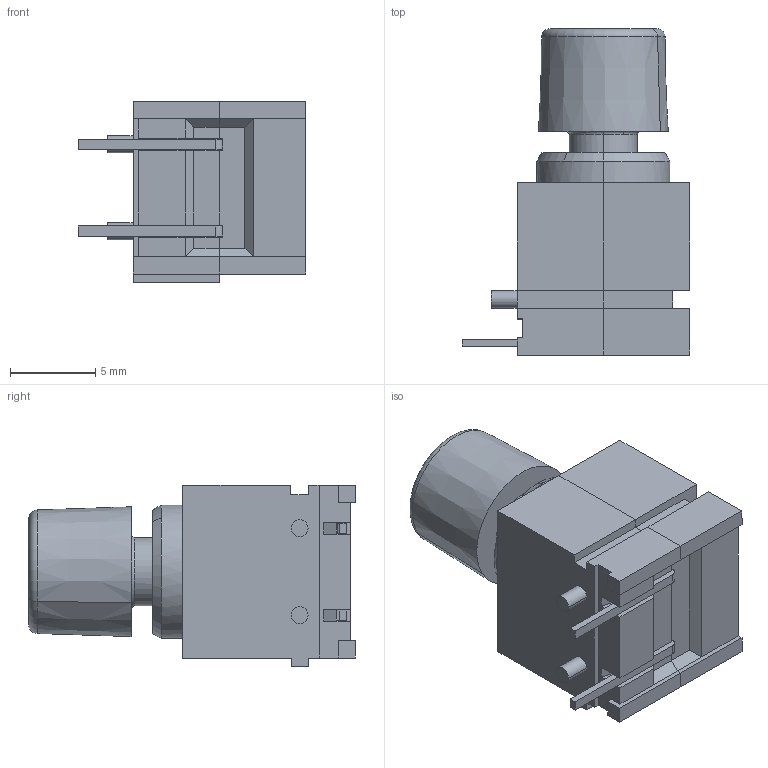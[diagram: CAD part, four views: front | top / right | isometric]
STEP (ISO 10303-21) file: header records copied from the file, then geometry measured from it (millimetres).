
FILE_DESCRIPTION(('STEP AP242'),'1');
FILE_NAME('1852_6232.stp','2023-09-19T09:52:21',('TraceParts'),('TraceParts S.A.'),'Spatial InterOp 3D',' ',' ');
FILE_SCHEMA(('AP242_MANAGED_MODEL_BASED_3D_ENGINEERING_MIM_LF {1 0 10303 442 1 1 4}'));
Length unit declared in the file: millimetre
Products named in the file (1): 1852_6232_1
Bounding box: 13.3 x 19.11 x 10.6 mm (x, y, z)
Volume: 1245.2 mm3; surface area: 1704.6 mm2
Topology: 6 solids, 6 shells, 328 faces, 906 edges, 591 vertices
Faces by surface type: plane 259, cylinder 42, torus 15, cone 12
Entity records: 10420 total; most frequent: CARTESIAN_POINT 1922, ORIENTED_EDGE 1800, DIRECTION 1670, EDGE_CURVE 900, LINE 744, VECTOR 744, VERTEX_POINT 591, AXIS2_PLACEMENT_3D 463
